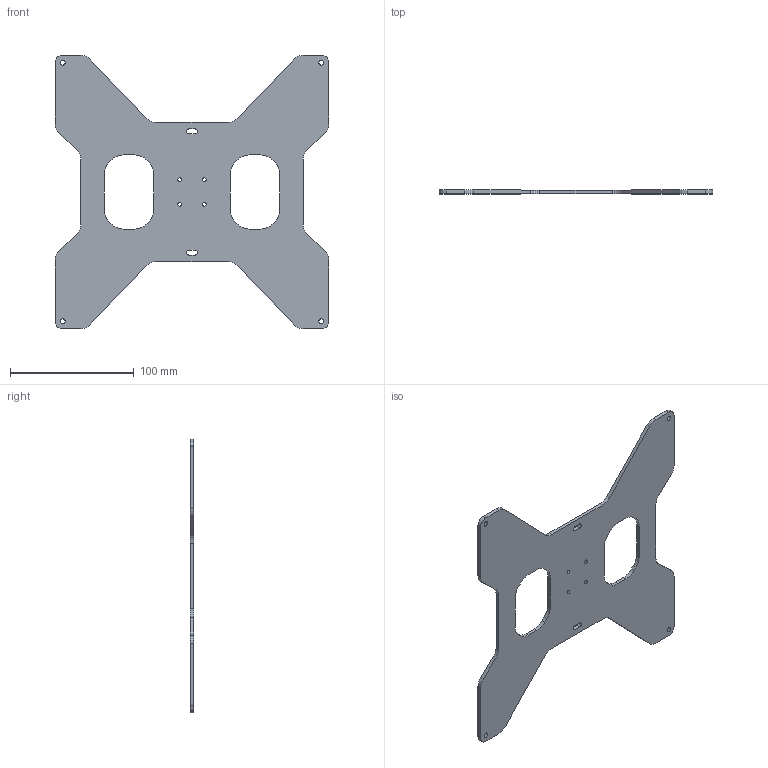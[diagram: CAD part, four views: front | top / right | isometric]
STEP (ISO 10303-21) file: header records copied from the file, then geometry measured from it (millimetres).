
FILE_DESCRIPTION(/* description */ (''),/* implementation_level */ '2;1');
FILE_NAME(/* name */ 'Деталь1 - 1шт.stp',/* time_stamp */ '2020-11-26T20:32:58+01:00',/* author */ (''),/* organization */ (''),/* preprocessor_version */ 'ST-DEVELOPER v16.7',/* originating_system */ 'SIEMENS PLM Software NX 12.0',/* authorisation */ '');
FILE_SCHEMA (('AUTOMOTIVE_DESIGN { 1 0 10303 214 3 1 1 1 }'));
Length unit declared in the file: millimetre
Products named in the file (1): Heatbed_holder
Bounding box: 221.5 x 3 x 221.5 mm (x, y, z)
Volume: 84586.7 mm3; surface area: 60811.9 mm2
Topology: 1 solids, 1 shells, 94 faces, 276 edges, 184 vertices
Faces by surface type: cylinder 52, plane 42
Full cylindrical faces by diameter (mm): 3 x4
Entity records: 3216 total; most frequent: DIRECTION 566, CARTESIAN_POINT 551, ORIENTED_EDGE 544, EDGE_CURVE 272, AXIS2_PLACEMENT_3D 199, VERTEX_POINT 184, LINE 168, VECTOR 168
